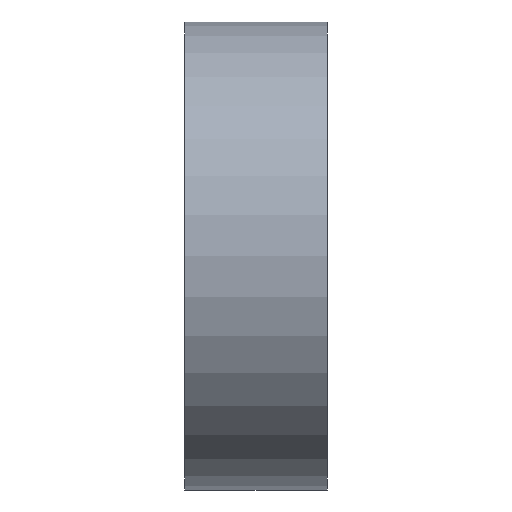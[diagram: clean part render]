
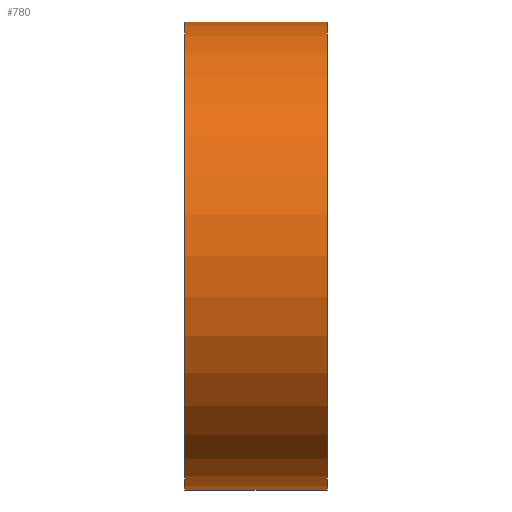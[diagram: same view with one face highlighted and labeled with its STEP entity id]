
A CAD part, left-side view. The second image highlights one B-rep face of the part: STEP entity #780.
In plain terms, the highlighted cylindrical face has radius 29 mm (diameter 58 mm), a partial arc.
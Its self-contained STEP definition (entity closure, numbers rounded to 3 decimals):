
#3 = VECTOR ( 'NONE', #1060, 1000. ) ;
#21 = FACE_OUTER_BOUND ( 'NONE', #85, .T. ) ;
#45 = CARTESIAN_POINT ( 'NONE',  ( 0., 11.2, 29. ) ) ;
#52 = CARTESIAN_POINT ( 'NONE',  ( 0., 11.2, 29. ) ) ;
#85 = EDGE_LOOP ( 'NONE', ( #834, #286, #869, #610 ) ) ;
#138 = VERTEX_POINT ( 'NONE', #473 ) ;
#142 = AXIS2_PLACEMENT_3D ( 'NONE', #900, #819, #411 ) ;
#161 = EDGE_CURVE ( 'NONE', #138, #739, #509, .T. ) ;
#194 = CARTESIAN_POINT ( 'NONE',  ( 0., 11.2, 0. ) ) ;
#210 = CARTESIAN_POINT ( 'NONE',  ( 0., -6.5, -29. ) ) ;
#213 = CARTESIAN_POINT ( 'NONE',  ( 0., 11.2, -29. ) ) ;
#220 = VERTEX_POINT ( 'NONE', #45 ) ;
#225 = LINE ( 'NONE', #52, #3 ) ;
#262 = DIRECTION ( 'NONE',  ( 0., 0., 1. ) ) ;
#265 = EDGE_CURVE ( 'NONE', #940, #739, #398, .T. ) ;
#286 = ORIENTED_EDGE ( 'NONE', *, *, #972, .F. ) ;
#390 = DIRECTION ( 'NONE',  ( 0., 1., 0. ) ) ;
#398 = LINE ( 'NONE', #213, #482 ) ;
#411 = DIRECTION ( 'NONE',  ( 0., 0., -1. ) ) ;
#467 = CARTESIAN_POINT ( 'NONE',  ( 0., 11.2, 0. ) ) ;
#473 = CARTESIAN_POINT ( 'NONE',  ( 0., -6.5, 29. ) ) ;
#482 = VECTOR ( 'NONE', #545, 1000. ) ;
#509 = CIRCLE ( 'NONE', #142, 29. ) ;
#525 = DIRECTION ( 'NONE',  ( 0., 0., -1. ) ) ;
#545 = DIRECTION ( 'NONE',  ( 0., -1., 0. ) ) ;
#570 = CIRCLE ( 'NONE', #792, 29. ) ;
#573 = CARTESIAN_POINT ( 'NONE',  ( 0., 11.2, -29. ) ) ;
#610 = ORIENTED_EDGE ( 'NONE', *, *, #161, .F. ) ;
#628 = CYLINDRICAL_SURFACE ( 'NONE', #757, 29. ) ;
#686 = DIRECTION ( 'NONE',  ( 0., -1., 0. ) ) ;
#739 = VERTEX_POINT ( 'NONE', #210 ) ;
#757 = AXIS2_PLACEMENT_3D ( 'NONE', #194, #686, #525 ) ;
#780 = ADVANCED_FACE ( 'NONE', ( #21 ), #628, .T. ) ;
#792 = AXIS2_PLACEMENT_3D ( 'NONE', #467, #390, #262 ) ;
#819 = DIRECTION ( 'NONE',  ( 0., -1., 0. ) ) ;
#834 = ORIENTED_EDGE ( 'NONE', *, *, #848, .F. ) ;
#848 = EDGE_CURVE ( 'NONE', #220, #138, #225, .T. ) ;
#869 = ORIENTED_EDGE ( 'NONE', *, *, #265, .T. ) ;
#900 = CARTESIAN_POINT ( 'NONE',  ( 0., -6.5, 0. ) ) ;
#940 = VERTEX_POINT ( 'NONE', #573 ) ;
#972 = EDGE_CURVE ( 'NONE', #940, #220, #570, .T. ) ;
#1060 = DIRECTION ( 'NONE',  ( 0., -1., 0. ) ) ;
